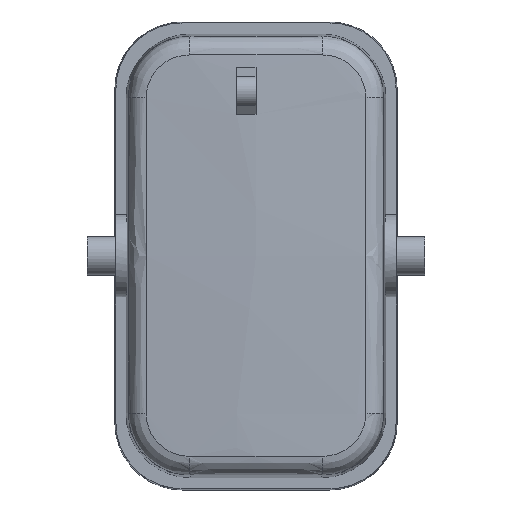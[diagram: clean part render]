
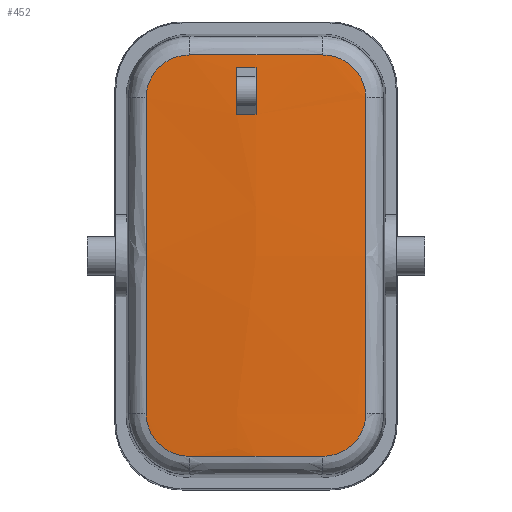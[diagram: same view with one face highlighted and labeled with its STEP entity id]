
A CAD part, top view. The second image highlights one B-rep face of the part: STEP entity #452.
In plain terms, the highlighted face is a revolution surface.
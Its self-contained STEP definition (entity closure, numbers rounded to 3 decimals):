
#195=CARTESIAN_POINT('Control Point',(17.45,43.218,23.2)) ;
#196=CARTESIAN_POINT('Control Point',(17.124,43.218,23.2)) ;
#197=CARTESIAN_POINT('Control Point',(16.798,43.188,23.2)) ;
#198=CARTESIAN_POINT('Control Point',(16.476,43.128,23.2)) ;
#199=CARTESIAN_POINT('Control Point',(16.076,43.016,23.2)) ;
#200=CARTESIAN_POINT('Control Point',(15.691,42.865,23.2)) ;
#201=CARTESIAN_POINT('Control Point',(15.61,42.832,23.2)) ;
#202=CARTESIAN_POINT('Control Point',(15.53,42.796,23.2)) ;
#203=CARTESIAN_POINT('Control Point',(15.45,42.759,23.2)) ;
#204=CARTESIAN_POINT('Vertex',(17.45,43.218,23.2)) ;
#206=CARTESIAN_POINT('Vertex',(15.45,42.759,23.2)) ;
#242=CARTESIAN_POINT('Vertex',(17.45,38.828,23.323)) ;
#246=CARTESIAN_POINT('Control Point',(17.45,38.828,23.323)) ;
#247=CARTESIAN_POINT('Control Point',(17.45,39.706,23.302)) ;
#248=CARTESIAN_POINT('Control Point',(17.45,40.584,23.279)) ;
#249=CARTESIAN_POINT('Control Point',(17.45,41.462,23.254)) ;
#250=CARTESIAN_POINT('Control Point',(17.45,42.34,23.228)) ;
#251=CARTESIAN_POINT('Control Point',(17.45,43.218,23.2)) ;
#309=CARTESIAN_POINT('Control Point',(15.45,42.759,23.2)) ;
#310=CARTESIAN_POINT('Control Point',(15.45,41.972,23.224)) ;
#311=CARTESIAN_POINT('Control Point',(15.45,41.185,23.247)) ;
#312=CARTESIAN_POINT('Control Point',(15.45,40.397,23.269)) ;
#313=CARTESIAN_POINT('Control Point',(15.45,39.61,23.29)) ;
#314=CARTESIAN_POINT('Control Point',(15.45,38.822,23.309)) ;
#315=CARTESIAN_POINT('Vertex',(15.45,38.822,23.309)) ;
#350=CARTESIAN_POINT('Control Point',(17.45,45.097,23.138)) ;
#351=CARTESIAN_POINT('Control Point',(17.45,31.18,23.622)) ;
#352=CARTESIAN_POINT('Control Point',(17.45,17.247,23.622)) ;
#353=CARTESIAN_POINT('Control Point',(17.45,3.33,23.138)) ;
#354=CARTESIAN_POINT('Axis1P Location',(17.45,24.213,-116.)) ;
#359=CARTESIAN_POINT('Control Point',(28.813,7.859,22.814)) ;
#360=CARTESIAN_POINT('Control Point',(28.807,18.759,23.113)) ;
#361=CARTESIAN_POINT('Control Point',(28.807,29.668,23.113)) ;
#362=CARTESIAN_POINT('Control Point',(28.813,40.568,22.814)) ;
#363=CARTESIAN_POINT('Vertex',(28.813,7.859,22.814)) ;
#365=CARTESIAN_POINT('Vertex',(28.813,40.568,22.814)) ;
#369=CARTESIAN_POINT('Control Point',(28.813,40.568,22.814)) ;
#370=CARTESIAN_POINT('Control Point',(28.814,41.957,22.776)) ;
#371=CARTESIAN_POINT('Control Point',(28.262,43.35,22.779)) ;
#372=CARTESIAN_POINT('Control Point',(27.148,44.442,22.833)) ;
#373=CARTESIAN_POINT('Control Point',(25.748,44.981,22.901)) ;
#374=CARTESIAN_POINT('Control Point',(24.349,44.98,22.97)) ;
#375=CARTESIAN_POINT('Vertex',(24.349,44.98,22.97)) ;
#379=CARTESIAN_POINT('Control Point',(10.551,44.98,22.97)) ;
#380=CARTESIAN_POINT('Control Point',(15.147,44.976,23.199)) ;
#381=CARTESIAN_POINT('Control Point',(19.753,44.976,23.199)) ;
#382=CARTESIAN_POINT('Control Point',(24.349,44.98,22.97)) ;
#383=CARTESIAN_POINT('Vertex',(10.551,44.98,22.97)) ;
#387=CARTESIAN_POINT('Control Point',(10.551,44.98,22.97)) ;
#388=CARTESIAN_POINT('Control Point',(9.152,44.981,22.901)) ;
#389=CARTESIAN_POINT('Control Point',(7.752,44.442,22.833)) ;
#390=CARTESIAN_POINT('Control Point',(6.638,43.35,22.779)) ;
#391=CARTESIAN_POINT('Control Point',(6.086,41.957,22.776)) ;
#392=CARTESIAN_POINT('Control Point',(6.087,40.568,22.814)) ;
#393=CARTESIAN_POINT('Vertex',(6.087,40.568,22.814)) ;
#397=CARTESIAN_POINT('Control Point',(6.087,40.568,22.814)) ;
#398=CARTESIAN_POINT('Control Point',(6.093,29.668,23.113)) ;
#399=CARTESIAN_POINT('Control Point',(6.093,18.76,23.113)) ;
#400=CARTESIAN_POINT('Control Point',(6.087,7.859,22.814)) ;
#401=CARTESIAN_POINT('Vertex',(6.087,7.859,22.814)) ;
#405=CARTESIAN_POINT('Control Point',(6.087,7.859,22.814)) ;
#406=CARTESIAN_POINT('Control Point',(6.086,6.47,22.776)) ;
#407=CARTESIAN_POINT('Control Point',(6.638,5.077,22.779)) ;
#408=CARTESIAN_POINT('Control Point',(7.752,3.985,22.833)) ;
#409=CARTESIAN_POINT('Control Point',(9.152,3.446,22.901)) ;
#410=CARTESIAN_POINT('Control Point',(10.551,3.447,22.97)) ;
#411=CARTESIAN_POINT('Vertex',(10.551,3.447,22.97)) ;
#415=CARTESIAN_POINT('Control Point',(24.349,3.447,22.97)) ;
#416=CARTESIAN_POINT('Control Point',(19.753,3.451,23.199)) ;
#417=CARTESIAN_POINT('Control Point',(15.147,3.451,23.199)) ;
#418=CARTESIAN_POINT('Control Point',(10.551,3.447,22.97)) ;
#419=CARTESIAN_POINT('Vertex',(24.349,3.447,22.97)) ;
#423=CARTESIAN_POINT('Control Point',(24.349,3.447,22.97)) ;
#424=CARTESIAN_POINT('Control Point',(25.748,3.446,22.901)) ;
#425=CARTESIAN_POINT('Control Point',(27.148,3.985,22.833)) ;
#426=CARTESIAN_POINT('Control Point',(28.262,5.077,22.779)) ;
#427=CARTESIAN_POINT('Control Point',(28.814,6.47,22.776)) ;
#428=CARTESIAN_POINT('Control Point',(28.813,7.859,22.814)) ;
#441=CARTESIAN_POINT('Control Point',(17.45,38.828,23.323)) ;
#442=CARTESIAN_POINT('Control Point',(16.783,38.828,23.323)) ;
#443=CARTESIAN_POINT('Control Point',(16.117,38.826,23.318)) ;
#444=CARTESIAN_POINT('Control Point',(15.45,38.822,23.309)) ;
#355=DIRECTION('Axis1P Direction',(0.,1.,0.)) ;
#356=AXIS1_PLACEMENT('Revolution Surface Axis1P',#354,#355) ;
#431=ORIENTED_EDGE('',*,*,#367,.T.) ;
#432=ORIENTED_EDGE('',*,*,#377,.T.) ;
#433=ORIENTED_EDGE('',*,*,#385,.T.) ;
#434=ORIENTED_EDGE('',*,*,#395,.T.) ;
#435=ORIENTED_EDGE('',*,*,#403,.T.) ;
#436=ORIENTED_EDGE('',*,*,#413,.T.) ;
#437=ORIENTED_EDGE('',*,*,#421,.T.) ;
#438=ORIENTED_EDGE('',*,*,#429,.T.) ;
#447=ORIENTED_EDGE('',*,*,#208,.F.) ;
#448=ORIENTED_EDGE('',*,*,#252,.F.) ;
#449=ORIENTED_EDGE('',*,*,#445,.T.) ;
#450=ORIENTED_EDGE('',*,*,#317,.F.) ;
#451=FACE_BOUND('',#446,.T.) ;
#452=ADVANCED_FACE('Hauptk\X2\00F6\X0\rper',(#439,#451),#357,.F.) ;
#194=B_SPLINE_CURVE_WITH_KNOTS('',5,(#195,#196,#197,#198,#199,#200,#201,#202,#203),.UNSPECIFIED.,.F.,.U.,(6,3,6),(0.,2.306,2.926),.UNSPECIFIED.) ;
#245=B_SPLINE_CURVE_WITH_KNOTS('',5,(#246,#247,#248,#249,#250,#251),.UNSPECIFIED.,.F.,.U.,(6,6),(0.063,6.275),.UNSPECIFIED.) ;
#308=B_SPLINE_CURVE_WITH_KNOTS('',5,(#309,#310,#311,#312,#313,#314),.UNSPECIFIED.,.F.,.U.,(6,6),(0.,5.57),.UNSPECIFIED.) ;
#349=B_SPLINE_CURVE_WITH_KNOTS('',3,(#350,#351,#352,#353),.UNSPECIFIED.,.F.,.U.,(4,4),(921.59,963.365),.UNSPECIFIED.) ;
#358=B_SPLINE_CURVE_WITH_KNOTS('',3,(#359,#360,#361,#362),.UNSPECIFIED.,.F.,.U.,(4,4),(22.009,68.195),.UNSPECIFIED.) ;
#368=B_SPLINE_CURVE_WITH_KNOTS('',5,(#369,#370,#371,#372,#373,#374),.UNSPECIFIED.,.F.,.U.,(6,6),(18.852,31.417),.UNSPECIFIED.) ;
#378=B_SPLINE_CURVE_WITH_KNOTS('',3,(#379,#380,#381,#382),.UNSPECIFIED.,.F.,.U.,(4,4),(16.404,35.793),.UNSPECIFIED.) ;
#386=B_SPLINE_CURVE_WITH_KNOTS('',5,(#387,#388,#389,#390,#391,#392),.UNSPECIFIED.,.F.,.U.,(6,6),(18.833,31.398),.UNSPECIFIED.) ;
#396=B_SPLINE_CURVE_WITH_KNOTS('',3,(#397,#398,#399,#400),.UNSPECIFIED.,.F.,.U.,(4,4),(22.009,68.195),.UNSPECIFIED.) ;
#404=B_SPLINE_CURVE_WITH_KNOTS('',5,(#405,#406,#407,#408,#409,#410),.UNSPECIFIED.,.F.,.U.,(6,6),(18.852,31.417),.UNSPECIFIED.) ;
#414=B_SPLINE_CURVE_WITH_KNOTS('',3,(#415,#416,#417,#418),.UNSPECIFIED.,.F.,.U.,(4,4),(16.404,35.793),.UNSPECIFIED.) ;
#422=B_SPLINE_CURVE_WITH_KNOTS('',5,(#423,#424,#425,#426,#427,#428),.UNSPECIFIED.,.F.,.U.,(6,6),(18.833,31.398),.UNSPECIFIED.) ;
#440=B_SPLINE_CURVE_WITH_KNOTS('',3,(#441,#442,#443,#444),.UNSPECIFIED.,.F.,.U.,(4,4),(0.,2.828),.UNSPECIFIED.) ;
#208=EDGE_CURVE('',#205,#207,#194,.T.) ;
#252=EDGE_CURVE('',#243,#205,#245,.T.) ;
#317=EDGE_CURVE('',#207,#316,#308,.T.) ;
#367=EDGE_CURVE('',#364,#366,#358,.T.) ;
#377=EDGE_CURVE('',#366,#376,#368,.T.) ;
#385=EDGE_CURVE('',#376,#384,#378,.F.) ;
#395=EDGE_CURVE('',#384,#394,#386,.T.) ;
#403=EDGE_CURVE('',#394,#402,#396,.T.) ;
#413=EDGE_CURVE('',#402,#412,#404,.T.) ;
#421=EDGE_CURVE('',#412,#420,#414,.F.) ;
#429=EDGE_CURVE('',#420,#364,#422,.T.) ;
#445=EDGE_CURVE('',#243,#316,#440,.T.) ;
#430=EDGE_LOOP('',(#431,#432,#433,#434,#435,#436,#437,#438)) ;
#446=EDGE_LOOP('',(#447,#448,#449,#450)) ;
#439=FACE_OUTER_BOUND('',#430,.T.) ;
#357=SURFACE_OF_REVOLUTION('Surface of Revolution',#349,#356) ;
#205=VERTEX_POINT('',#204) ;
#207=VERTEX_POINT('',#206) ;
#243=VERTEX_POINT('',#242) ;
#316=VERTEX_POINT('',#315) ;
#364=VERTEX_POINT('',#363) ;
#366=VERTEX_POINT('',#365) ;
#376=VERTEX_POINT('',#375) ;
#384=VERTEX_POINT('',#383) ;
#394=VERTEX_POINT('',#393) ;
#402=VERTEX_POINT('',#401) ;
#412=VERTEX_POINT('',#411) ;
#420=VERTEX_POINT('',#419) ;
